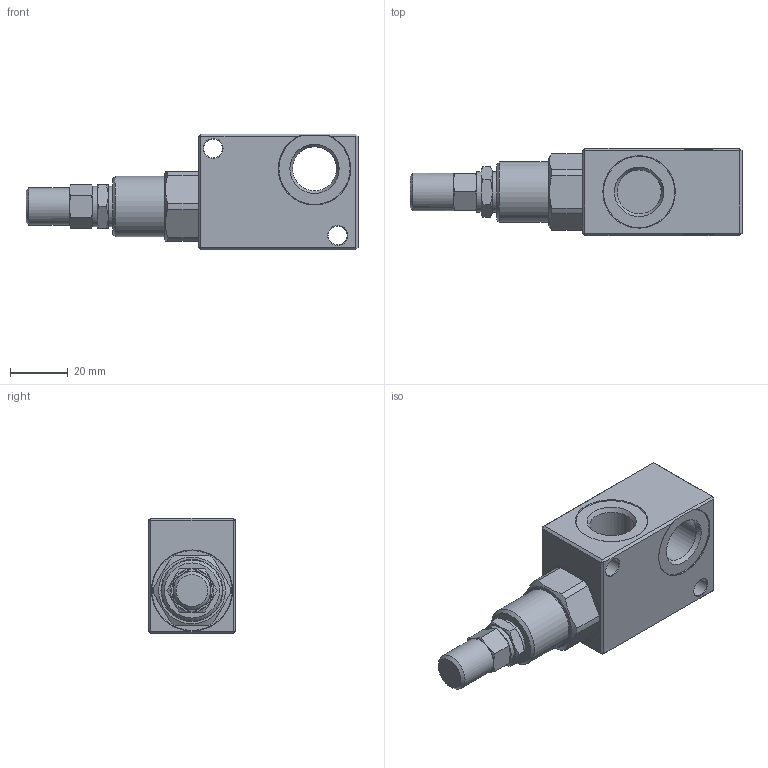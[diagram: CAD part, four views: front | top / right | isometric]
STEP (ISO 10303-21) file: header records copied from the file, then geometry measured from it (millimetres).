
FILE_DESCRIPTION(/* description */ ('Unknown'),/* implementation_level */ '2;1');
FILE_NAME(/* name */ 'V0690',/* time_stamp */ '2017-05-24T15:24:30+02:00',/* author */ ('Unknown'),/* organization */ ('Unknown'),/* preprocessor_version */ 'ST-DEVELOPER v16.7',/* originating_system */ 'DEX',/* authorisation */ $);
FILE_SCHEMA (('AUTOMOTIVE_DESIGN {1 0 10303 214 3 1 1}'));
Length unit declared in the file: millimetre
Products named in the file (1): V0690
Bounding box: 114.55 x 30 x 40 mm (x, y, z)
Volume: 71832.5 mm3; surface area: 16171.7 mm2
Topology: 1 solids, 1 shells, 137 faces, 323 edges, 186 vertices
Faces by surface type: plane 56, cone 35, cylinder 22, bspline 12, torus 11, sphere 1
Full cylindrical faces by diameter (mm): 6.5 x2, 6.667 x1, 8 x1, 13 x1, 14 x2, 15.2 x4, 21 x1, 25 x1, 28 x1
Entity records: 6137 total; most frequent: CARTESIAN_POINT 2420, DIRECTION 540, ORIENTED_EDGE 534, EDGE_CURVE 267, AXIS2_PLACEMENT_3D 229, EDGE_LOOP 182, FACE_BOUND 182, VERTEX_POINT 171
